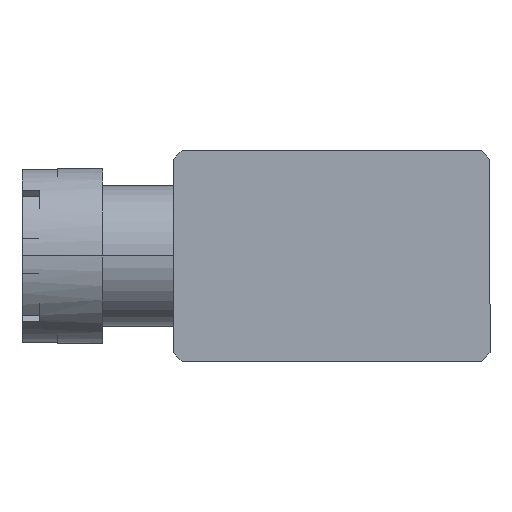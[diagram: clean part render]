
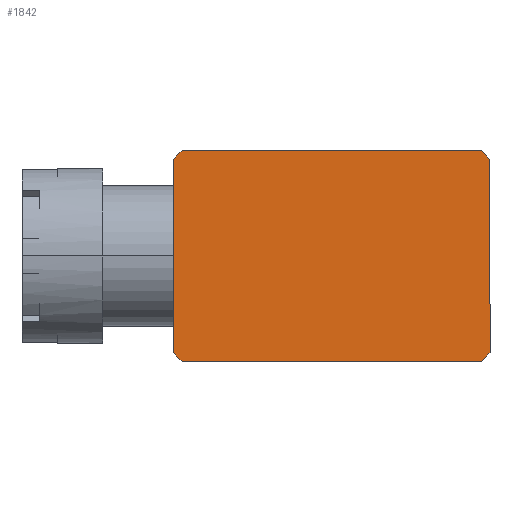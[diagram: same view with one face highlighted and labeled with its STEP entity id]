
A CAD part, left-side view. The second image highlights one B-rep face of the part: STEP entity #1842.
In plain terms, the highlighted face is planar.
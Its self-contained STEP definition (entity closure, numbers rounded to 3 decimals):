
#16 = AXIS2_PLACEMENT_3D ( 'NONE', #1452, #1233, #829 ) ;
#165 = VERTEX_POINT ( 'NONE', #8166 ) ;
#179 = VECTOR ( 'NONE', #911, 1000. ) ;
#198 = LINE ( 'NONE', #577, #179 ) ;
#292 = VECTOR ( 'NONE', #3865, 1000. ) ;
#577 = CARTESIAN_POINT ( 'NONE',  ( -7.375, -0.125, 71. ) ) ;
#607 = CARTESIAN_POINT ( 'NONE',  ( 4.375, 2.875, 71. ) ) ;
#735 = EDGE_CURVE ( 'NONE', #3479, #2354, #755, .T. ) ;
#755 = LINE ( 'NONE', #4659, #6740 ) ;
#767 = CARTESIAN_POINT ( 'NONE',  ( -0.125, -7.375, 71. ) ) ;
#827 = VERTEX_POINT ( 'NONE', #2190 ) ;
#829 = DIRECTION ( 'NONE',  ( 1., 0., 0. ) ) ;
#867 = DIRECTION ( 'NONE',  ( 0.707, 0.707, 0. ) ) ;
#911 = DIRECTION ( 'NONE',  ( -0.707, -0.707, 0. ) ) ;
#936 = EDGE_CURVE ( 'NONE', #165, #3479, #6087, .T. ) ;
#1040 = EDGE_CURVE ( 'NONE', #2354, #3353, #7476, .T. ) ;
#1114 = EDGE_CURVE ( 'NONE', #1238, #8470, #3115, .T. ) ;
#1128 = EDGE_CURVE ( 'NONE', #827, #3181, #198, .T. ) ;
#1135 = CARTESIAN_POINT ( 'NONE',  ( 2.75, -4.5, 71. ) ) ;
#1142 = VECTOR ( 'NONE', #8764, 1000. ) ;
#1188 = ORIENTED_EDGE ( 'NONE', *, *, #4262, .T. ) ;
#1233 = DIRECTION ( 'NONE',  ( 0., 0., 1. ) ) ;
#1238 = VERTEX_POINT ( 'NONE', #9423 ) ;
#1297 = DIRECTION ( 'NONE',  ( 0.707, -0.707, 0. ) ) ;
#1357 = VECTOR ( 'NONE', #5381, 1000. ) ;
#1406 = PLANE ( 'NONE',  #16 ) ;
#1452 = CARTESIAN_POINT ( 'NONE',  ( -3., -4.5, 71. ) ) ;
#1661 = CARTESIAN_POINT ( 'NONE',  ( -2.875, -4.375, 71. ) ) ;
#1842 = ADVANCED_FACE ( 'NONE', ( #6607 ), #1406, .T. ) ;
#1885 = ORIENTED_EDGE ( 'NONE', *, *, #1128, .T. ) ;
#2190 = CARTESIAN_POINT ( 'NONE',  ( -2.75, 4.5, 71. ) ) ;
#2354 = VERTEX_POINT ( 'NONE', #1135 ) ;
#2524 = DIRECTION ( 'NONE',  ( -1., 0., 0. ) ) ;
#2545 = CARTESIAN_POINT ( 'NONE',  ( -3., 4.5, 71. ) ) ;
#2746 = LINE ( 'NONE', #3843, #292 ) ;
#3115 = LINE ( 'NONE', #607, #1142 ) ;
#3181 = VERTEX_POINT ( 'NONE', #7471 ) ;
#3353 = VERTEX_POINT ( 'NONE', #7097 ) ;
#3479 = VERTEX_POINT ( 'NONE', #6250 ) ;
#3547 = ORIENTED_EDGE ( 'NONE', *, *, #1040, .T. ) ;
#3843 = CARTESIAN_POINT ( 'NONE',  ( -3., 4.5, 71. ) ) ;
#3865 = DIRECTION ( 'NONE',  ( 0., -1., 0. ) ) ;
#3915 = EDGE_LOOP ( 'NONE', ( #9581, #4441, #8905, #3547, #6239, #3921, #1188, #1885 ) ) ;
#3921 = ORIENTED_EDGE ( 'NONE', *, *, #1114, .T. ) ;
#4061 = VECTOR ( 'NONE', #2524, 1000. ) ;
#4090 = LINE ( 'NONE', #2545, #4061 ) ;
#4262 = EDGE_CURVE ( 'NONE', #8470, #827, #4090, .T. ) ;
#4317 = VECTOR ( 'NONE', #867, 1000. ) ;
#4441 = ORIENTED_EDGE ( 'NONE', *, *, #936, .T. ) ;
#4453 = DIRECTION ( 'NONE',  ( 1., 0., 0. ) ) ;
#4659 = CARTESIAN_POINT ( 'NONE',  ( -3., -4.5, 71. ) ) ;
#5071 = VECTOR ( 'NONE', #1297, 1000. ) ;
#5381 = DIRECTION ( 'NONE',  ( 0., 1., 0. ) ) ;
#5550 = CARTESIAN_POINT ( 'NONE',  ( 3., 4.5, 71. ) ) ;
#6087 = LINE ( 'NONE', #1661, #5071 ) ;
#6239 = ORIENTED_EDGE ( 'NONE', *, *, #9559, .T. ) ;
#6250 = CARTESIAN_POINT ( 'NONE',  ( -2.75, -4.5, 71. ) ) ;
#6607 = FACE_OUTER_BOUND ( 'NONE', #3915, .T. ) ;
#6740 = VECTOR ( 'NONE', #4453, 1000. ) ;
#7097 = CARTESIAN_POINT ( 'NONE',  ( 3., -4.25, 71. ) ) ;
#7371 = LINE ( 'NONE', #5550, #1357 ) ;
#7471 = CARTESIAN_POINT ( 'NONE',  ( -3., 4.25, 71. ) ) ;
#7476 = LINE ( 'NONE', #767, #4317 ) ;
#7997 = CARTESIAN_POINT ( 'NONE',  ( 2.75, 4.5, 71. ) ) ;
#8160 = EDGE_CURVE ( 'NONE', #3181, #165, #2746, .T. ) ;
#8166 = CARTESIAN_POINT ( 'NONE',  ( -3., -4.25, 71. ) ) ;
#8470 = VERTEX_POINT ( 'NONE', #7997 ) ;
#8764 = DIRECTION ( 'NONE',  ( -0.707, 0.707, 0. ) ) ;
#8905 = ORIENTED_EDGE ( 'NONE', *, *, #735, .T. ) ;
#9423 = CARTESIAN_POINT ( 'NONE',  ( 3., 4.25, 71. ) ) ;
#9559 = EDGE_CURVE ( 'NONE', #3353, #1238, #7371, .T. ) ;
#9581 = ORIENTED_EDGE ( 'NONE', *, *, #8160, .T. ) ;
